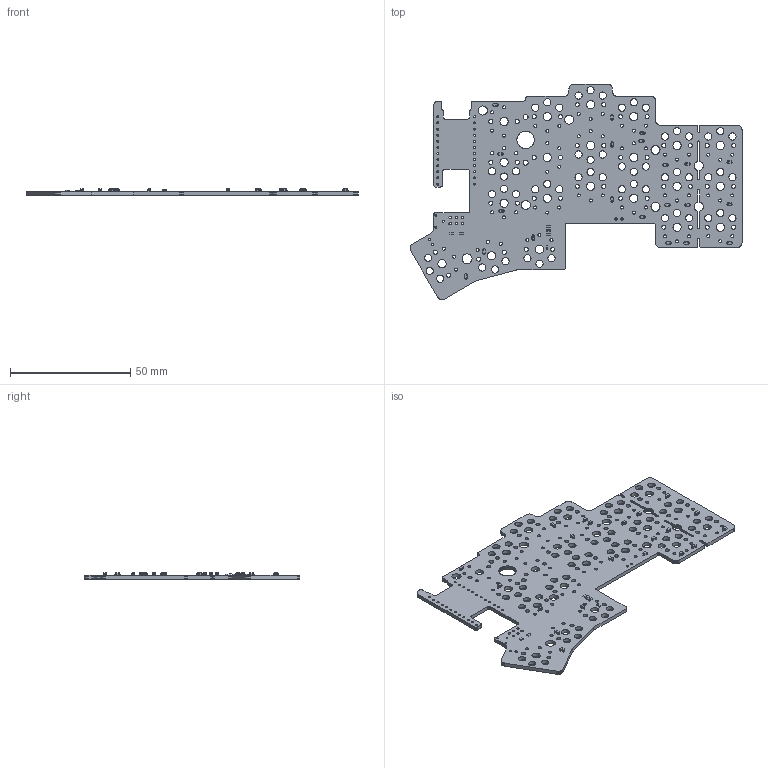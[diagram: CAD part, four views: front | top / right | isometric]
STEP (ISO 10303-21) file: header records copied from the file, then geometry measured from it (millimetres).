
FILE_DESCRIPTION(('KiCad electronic assembly'),'2;1');
FILE_NAME('TPS42.step','2023-07-06T13:28:23',('Pcbnew'),('Kicad'), 'Open CASCADE STEP processor 7.6','KiCad to STEP converter','Unknown' );
FILE_SCHEMA(('AUTOMOTIVE_DESIGN { 1 0 10303 214 1 1 1 1 }'));
Length unit declared in the file: millimetre
Products named in the file (8): TPS42 1; D_SOD-323; SOLID; R_0603_1608Metric; C_0603_1608Metric; PCB
Assembly tree (31 placements, depth 3):
  TPS42 1
    D_SOD-323  x21
      SOLID
    R_0603_1608Metric  x5
      SOLID
    C_0603_1608Metric
      SOLID
    PCB
Bounding box: 138.14 x 89.72 x 2.73 mm (x, y, z)
Volume: 10815.9 mm3; surface area: 17111.3 mm2
Topology: 28 solids, 28 shells, 2317 faces, 5938 edges, 3700 vertices
Faces by surface type: plane 1321, bspline 546, cylinder 450
Full cylindrical faces by diameter (mm): 0.762 x3, 0.85 x24, 1 x10, 1.27 x65, 1.702 x42, 2.1 x2, 3 x57, 3.429 x21, 3.8 x5, 4.1 x1
Entity records: 65352 total; most frequent: CARTESIAN_POINT 13335, DIRECTION 9345, LINE 6527, VECTOR 6527, ORIENTED_EDGE 5092, PCURVE 5092, DEFINITIONAL_REPRESENTATION 5092, EDGE_CURVE 2546
